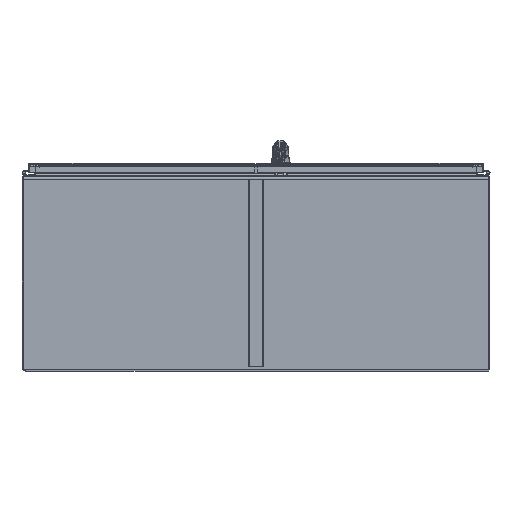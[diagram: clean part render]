
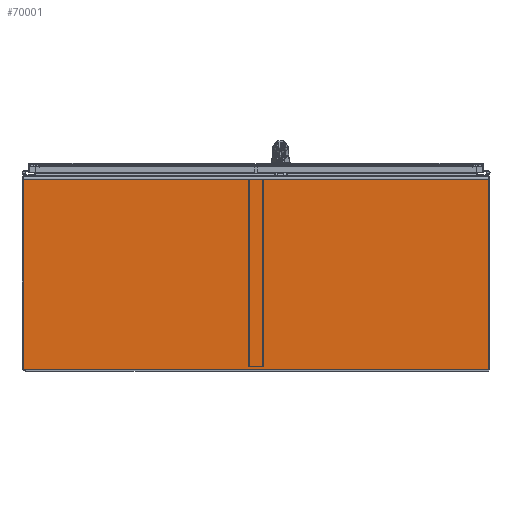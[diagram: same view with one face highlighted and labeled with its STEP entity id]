
A CAD part, front view. The second image highlights one B-rep face of the part: STEP entity #70001.
In plain terms, the highlighted face is planar.
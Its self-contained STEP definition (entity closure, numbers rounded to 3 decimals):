
#12839=PLANE('',#74250);
#14985=LINE('',#101393,#20314);
#14990=LINE('',#101409,#20319);
#14993=LINE('',#101415,#20322);
#14994=LINE('',#101416,#20323);
#20314=VECTOR('',#83054,0.394);
#20319=VECTOR('',#83075,0.394);
#20322=VECTOR('',#83080,0.394);
#20323=VECTOR('',#83081,0.394);
#25065=FACE_OUTER_BOUND('',#28102,.T.);
#28102=EDGE_LOOP('',(#57871,#57872,#57873,#57874));
#35317=VERTEX_POINT('',#101390);
#35318=VERTEX_POINT('',#101392);
#35321=VERTEX_POINT('',#101408);
#35323=VERTEX_POINT('',#101414);
#45274=EDGE_CURVE('',#35318,#35317,#14985,.T.);
#45282=EDGE_CURVE('',#35318,#35321,#14990,.T.);
#45285=EDGE_CURVE('',#35323,#35317,#14993,.T.);
#45286=EDGE_CURVE('',#35321,#35323,#14994,.T.);
#57871=ORIENTED_EDGE('',*,*,#45274,.T.);
#57872=ORIENTED_EDGE('',*,*,#45285,.F.);
#57873=ORIENTED_EDGE('',*,*,#45286,.F.);
#57874=ORIENTED_EDGE('',*,*,#45282,.F.);
#70001=ADVANCED_FACE('',(#25065),#12839,.T.);
#74250=AXIS2_PLACEMENT_3D('',#101413,#83078,#83079);
#83054=DIRECTION('',(1.,0.,0.));
#83075=DIRECTION('',(0.,1.,0.));
#83078=DIRECTION('center_axis',(0.,0.,1.));
#83079=DIRECTION('ref_axis',(1.,0.,0.));
#83080=DIRECTION('',(0.,-1.,0.));
#83081=DIRECTION('',(1.,0.,0.));
#101390=CARTESIAN_POINT('',(23.929,-9.612,0.134));
#101392=CARTESIAN_POINT('',(-23.929,-9.611,0.134));
#101393=CARTESIAN_POINT('',(-11.964,-9.612,0.134));
#101408=CARTESIAN_POINT('',(-23.929,9.996,0.134));
#101409=CARTESIAN_POINT('',(-23.929,-9.995,0.134));
#101413=CARTESIAN_POINT('Origin',(0.,0.,
0.134));
#101414=CARTESIAN_POINT('',(23.929,9.995,0.134));
#101415=CARTESIAN_POINT('',(23.929,9.995,0.134));
#101416=CARTESIAN_POINT('',(-23.929,9.996,0.134));
